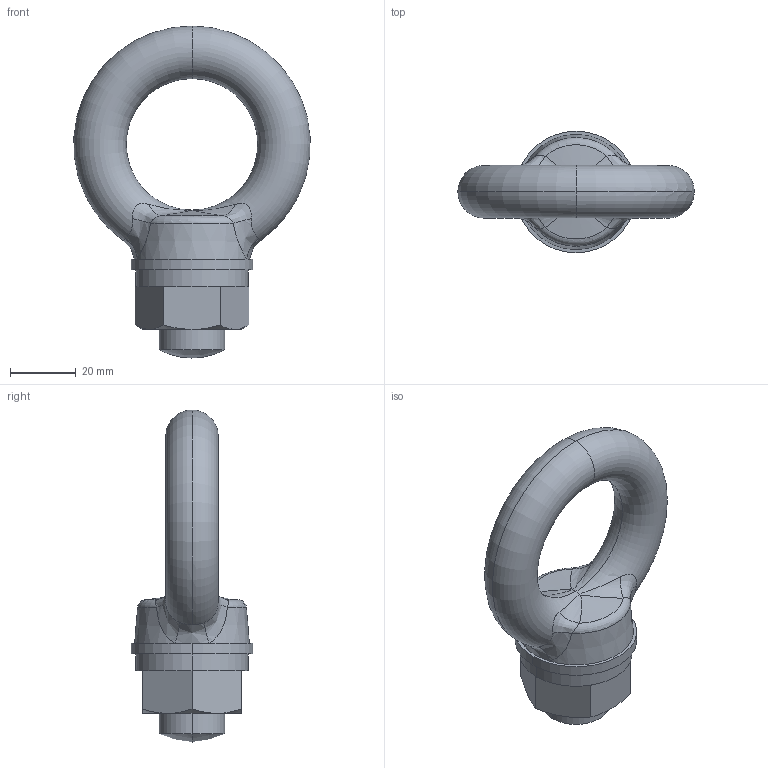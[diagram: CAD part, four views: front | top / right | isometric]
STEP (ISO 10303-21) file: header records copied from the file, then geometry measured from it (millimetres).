
FILE_DESCRIPTION (( 'STEP AP214' ), '1' );
FILE_NAME ('TM_199SUS_6.STEP', '2007-03-19T04:22:53', ( 'nunozumihideaki' ), ( '' ), 'SwSTEP 2.0', 'SolidWorks 2003240', '' );
FILE_SCHEMA (( 'AUTOMOTIVE_DESIGN' ));
Length unit declared in the file: millimetre
Products named in the file (5): eyenut-1_蹬怮椔; nut-1_蹬怮椔; washer_B-1_蹬怮椔; washer_A-1_蹬怮椔; TM_199SUS_6
Assembly tree (4 placements, depth 2):
  TM_199SUS_6
    nut-1_蹬怮椔
    washer_A-1_蹬怮椔
    washer_B-1_蹬怮椔
    eyenut-1_蹬怮椔
Bounding box: 71.89 x 37 x 101 mm (x, y, z)
Volume: 62533.4 mm3; surface area: 19091.2 mm2
Topology: 4 solids, 4 shells, 56 faces, 124 edges, 75 vertices
Faces by surface type: plane 13, cylinder 12, bspline 12, cone 11, torus 6, sphere 2
Entity records: 10801 total; most frequent: CARTESIAN_POINT 9460, DIRECTION 249, ORIENTED_EDGE 248, EDGE_CURVE 124, AXIS2_PLACEMENT_3D 112, VERTEX_POINT 75, EDGE_LOOP 63, CIRCLE 61
